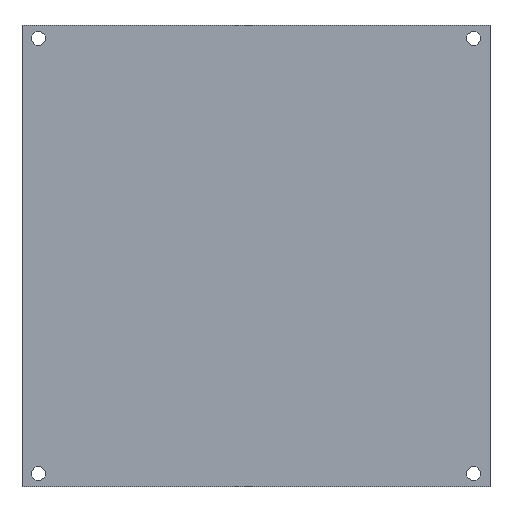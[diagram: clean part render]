
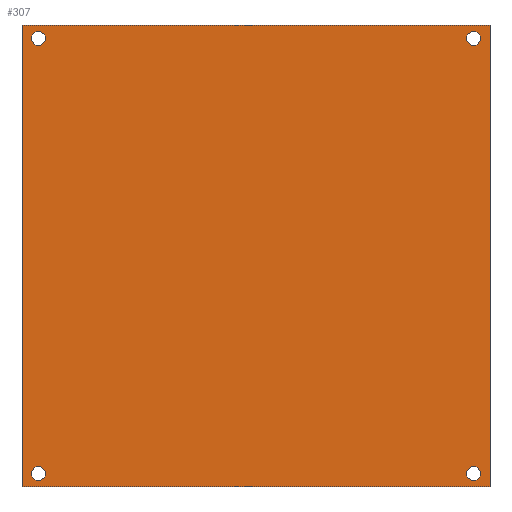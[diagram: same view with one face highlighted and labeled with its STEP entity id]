
A CAD part, top view. The second image highlights one B-rep face of the part: STEP entity #307.
In plain terms, the highlighted planar face has unit normal (0, 0, 1).
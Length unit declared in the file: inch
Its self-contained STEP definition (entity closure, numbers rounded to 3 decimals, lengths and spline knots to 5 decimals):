
#11 = DIRECTION ( 'NONE',  ( 0., 0., 1. ) ) ;
#14 = EDGE_CURVE ( 'NONE', #51, #51, #439, .T. ) ;
#20 = CARTESIAN_POINT ( 'NONE',  ( -4.4375, 4.375, 0.1 ) ) ;
#33 = VECTOR ( 'NONE', #204, 39.37008 ) ;
#51 = VERTEX_POINT ( 'NONE', #425 ) ;
#59 = ORIENTED_EDGE ( 'NONE', *, *, #391, .F. ) ;
#61 = VECTOR ( 'NONE', #196, 39.37008 ) ;
#70 = CIRCLE ( 'NONE', #384, 0.1325 ) ;
#85 = EDGE_CURVE ( 'NONE', #203, #203, #412, .T. ) ;
#96 = DIRECTION ( 'NONE',  ( -1., 0., 0. ) ) ;
#99 = FACE_BOUND ( 'NONE', #505, .T. ) ;
#104 = EDGE_CURVE ( 'NONE', #345, #345, #70, .T. ) ;
#110 = DIRECTION ( 'NONE',  ( 0., 0., -1. ) ) ;
#116 = CARTESIAN_POINT ( 'NONE',  ( -4.4375, 4.375, 0.1 ) ) ;
#117 = EDGE_LOOP ( 'NONE', ( #125, #59, #407, #139 ) ) ;
#119 = AXIS2_PLACEMENT_3D ( 'NONE', #20, #110, #187 ) ;
#120 = DIRECTION ( 'NONE',  ( 0., 0., 1. ) ) ;
#125 = ORIENTED_EDGE ( 'NONE', *, *, #373, .F. ) ;
#133 = AXIS2_PLACEMENT_3D ( 'NONE', #140, #449, #96 ) ;
#139 = ORIENTED_EDGE ( 'NONE', *, *, #426, .F. ) ;
#140 = CARTESIAN_POINT ( 'NONE',  ( 4.1255, -4.125, 0.1 ) ) ;
#143 = DIRECTION ( 'NONE',  ( -1., 0., 0. ) ) ;
#148 = VERTEX_POINT ( 'NONE', #440 ) ;
#150 = PLANE ( 'NONE',  #119 ) ;
#158 = DIRECTION ( 'NONE',  ( -1., 0., 0. ) ) ;
#159 = ORIENTED_EDGE ( 'NONE', *, *, #14, .F. ) ;
#168 = FACE_BOUND ( 'NONE', #358, .T. ) ;
#174 = VERTEX_POINT ( 'NONE', #409 ) ;
#187 = DIRECTION ( 'NONE',  ( -1., 0., 0. ) ) ;
#192 = VECTOR ( 'NONE', #158, 39.37008 ) ;
#196 = DIRECTION ( 'NONE',  ( 1., 0., 0. ) ) ;
#202 = CARTESIAN_POINT ( 'NONE',  ( -4.1255, -4.125, 0.1 ) ) ;
#203 = VERTEX_POINT ( 'NONE', #433 ) ;
#204 = DIRECTION ( 'NONE',  ( 0., 1., 0. ) ) ;
#210 = FACE_OUTER_BOUND ( 'NONE', #117, .T. ) ;
#222 = FACE_BOUND ( 'NONE', #325, .T. ) ;
#235 = VECTOR ( 'NONE', #427, 39.37008 ) ;
#251 = LINE ( 'NONE', #431, #33 ) ;
#252 = DIRECTION ( 'NONE',  ( 0., 0., 1. ) ) ;
#273 = LINE ( 'NONE', #310, #61 ) ;
#280 = CARTESIAN_POINT ( 'NONE',  ( -4.4375, -4.375, 0.1 ) ) ;
#286 = CIRCLE ( 'NONE', #470, 0.1325 ) ;
#304 = FACE_BOUND ( 'NONE', #469, .T. ) ;
#305 = EDGE_CURVE ( 'NONE', #401, #319, #273, .T. ) ;
#307 = ADVANCED_FACE ( 'NONE', ( #210, #168, #99, #304, #222 ), #150, .F. ) ;
#310 = CARTESIAN_POINT ( 'NONE',  ( -4.4375, 4.375, 0.1 ) ) ;
#319 = VERTEX_POINT ( 'NONE', #352 ) ;
#321 = CARTESIAN_POINT ( 'NONE',  ( 4.4375, -4.375, 0.1 ) ) ;
#325 = EDGE_LOOP ( 'NONE', ( #472 ) ) ;
#338 = ORIENTED_EDGE ( 'NONE', *, *, #85, .F. ) ;
#339 = CARTESIAN_POINT ( 'NONE',  ( 4.1255, 4.125, 0.1 ) ) ;
#340 = VERTEX_POINT ( 'NONE', #321 ) ;
#345 = VERTEX_POINT ( 'NONE', #521 ) ;
#352 = CARTESIAN_POINT ( 'NONE',  ( 4.4375, 4.375, 0.1 ) ) ;
#358 = EDGE_LOOP ( 'NONE', ( #159 ) ) ;
#359 = CARTESIAN_POINT ( 'NONE',  ( 4.4375, 4.375, 0.1 ) ) ;
#373 = EDGE_CURVE ( 'NONE', #340, #174, #435, .T. ) ;
#384 = AXIS2_PLACEMENT_3D ( 'NONE', #339, #11, #143 ) ;
#391 = EDGE_CURVE ( 'NONE', #319, #340, #462, .T. ) ;
#401 = VERTEX_POINT ( 'NONE', #116 ) ;
#407 = ORIENTED_EDGE ( 'NONE', *, *, #305, .F. ) ;
#409 = CARTESIAN_POINT ( 'NONE',  ( -4.4375, -4.375, 0.1 ) ) ;
#412 = CIRCLE ( 'NONE', #133, 0.1325 ) ;
#416 = EDGE_CURVE ( 'NONE', #148, #148, #286, .T. ) ;
#425 = CARTESIAN_POINT ( 'NONE',  ( -4.258, 4.125, 0.1 ) ) ;
#426 = EDGE_CURVE ( 'NONE', #174, #401, #251, .T. ) ;
#427 = DIRECTION ( 'NONE',  ( 0., -1., 0. ) ) ;
#431 = CARTESIAN_POINT ( 'NONE',  ( -4.4375, 4.375, 0.1 ) ) ;
#433 = CARTESIAN_POINT ( 'NONE',  ( 3.993, -4.125, 0.1 ) ) ;
#435 = LINE ( 'NONE', #280, #192 ) ;
#439 = CIRCLE ( 'NONE', #477, 0.1325 ) ;
#440 = CARTESIAN_POINT ( 'NONE',  ( -4.258, -4.125, 0.1 ) ) ;
#446 = DIRECTION ( 'NONE',  ( -1., 0., 0. ) ) ;
#449 = DIRECTION ( 'NONE',  ( 0., 0., 1. ) ) ;
#462 = LINE ( 'NONE', #359, #235 ) ;
#469 = EDGE_LOOP ( 'NONE', ( #338 ) ) ;
#470 = AXIS2_PLACEMENT_3D ( 'NONE', #202, #120, #517 ) ;
#472 = ORIENTED_EDGE ( 'NONE', *, *, #416, .F. ) ;
#477 = AXIS2_PLACEMENT_3D ( 'NONE', #484, #252, #446 ) ;
#484 = CARTESIAN_POINT ( 'NONE',  ( -4.1255, 4.125, 0.1 ) ) ;
#505 = EDGE_LOOP ( 'NONE', ( #524 ) ) ;
#517 = DIRECTION ( 'NONE',  ( -1., 0., 0. ) ) ;
#521 = CARTESIAN_POINT ( 'NONE',  ( 3.993, 4.125, 0.1 ) ) ;
#524 = ORIENTED_EDGE ( 'NONE', *, *, #104, .F. ) ;
